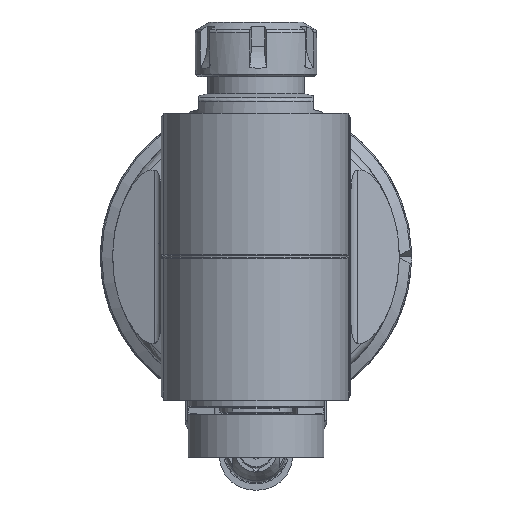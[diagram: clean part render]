
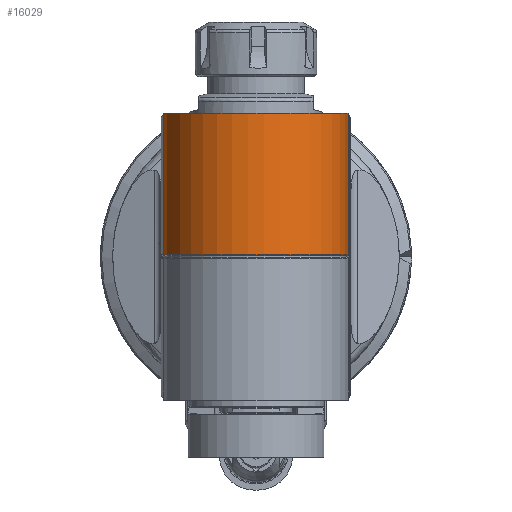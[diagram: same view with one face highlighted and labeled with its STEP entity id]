
A CAD part, front view. The second image highlights one B-rep face of the part: STEP entity #16029.
In plain terms, the highlighted cylindrical face has radius 38 mm (diameter 76 mm), a partial arc.
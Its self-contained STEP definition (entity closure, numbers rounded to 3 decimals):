
#1095=LINE('',#24183,#2276);
#1102=LINE('',#24213,#2283);
#2276=VECTOR('',#18964,58.334);
#2283=VECTOR('',#19001,58.334);
#3464=CIRCLE('',#17062,38.);
#3465=CIRCLE('',#17064,38.);
#4288=FACE_OUTER_BOUND('',#5217,.T.);
#5217=EDGE_LOOP('',(#10971,#10972,#10973,#10974));
#6637=VERTEX_POINT('',#24180);
#6638=VERTEX_POINT('',#24182);
#6645=VERTEX_POINT('',#24206);
#6646=VERTEX_POINT('',#24211);
#8378=EDGE_CURVE('',#6638,#6637,#1095,.T.);
#8390=EDGE_CURVE('',#6638,#6645,#3464,.T.);
#8393=EDGE_CURVE('',#6646,#6637,#3465,.T.);
#8394=EDGE_CURVE('',#6646,#6645,#1102,.T.);
#10971=ORIENTED_EDGE('',*,*,#8390,.F.);
#10972=ORIENTED_EDGE('',*,*,#8378,.T.);
#10973=ORIENTED_EDGE('',*,*,#8393,.F.);
#10974=ORIENTED_EDGE('',*,*,#8394,.T.);
#15744=CYLINDRICAL_SURFACE('',#17063,38.);
#16029=ADVANCED_FACE('',(#4288),#15744,.T.);
#17062=AXIS2_PLACEMENT_3D('',#24207,#18993,#18994);
#17063=AXIS2_PLACEMENT_3D('',#24210,#18997,#18998);
#17064=AXIS2_PLACEMENT_3D('',#24212,#18999,#19000);
#18964=DIRECTION('',(0.,-1.,0.));
#18993=DIRECTION('center_axis',(0.,1.,0.));
#18994=DIRECTION('ref_axis',(0.087,0.,0.996));
#18997=DIRECTION('center_axis',(0.,1.,0.));
#18998=DIRECTION('ref_axis',(1.,0.,0.));
#18999=DIRECTION('center_axis',(0.,-1.,0.));
#19000=DIRECTION('ref_axis',(1.,0.,0.));
#19001=DIRECTION('',(0.,1.,0.));
#24180=CARTESIAN_POINT('',(113.312,-59.,37.855));
#24182=CARTESIAN_POINT('',(113.312,-0.666,37.855));
#24183=CARTESIAN_POINT('',(113.312,-0.666,37.855));
#24206=CARTESIAN_POINT('',(113.312,-0.666,-37.855));
#24207=CARTESIAN_POINT('Origin',(110.,-0.666,0.));
#24210=CARTESIAN_POINT('Origin',(110.,-70.8,0.));
#24211=CARTESIAN_POINT('',(113.312,-59.,-37.855));
#24212=CARTESIAN_POINT('Origin',(110.,-59.,0.));
#24213=CARTESIAN_POINT('',(113.312,-59.,-37.855));
